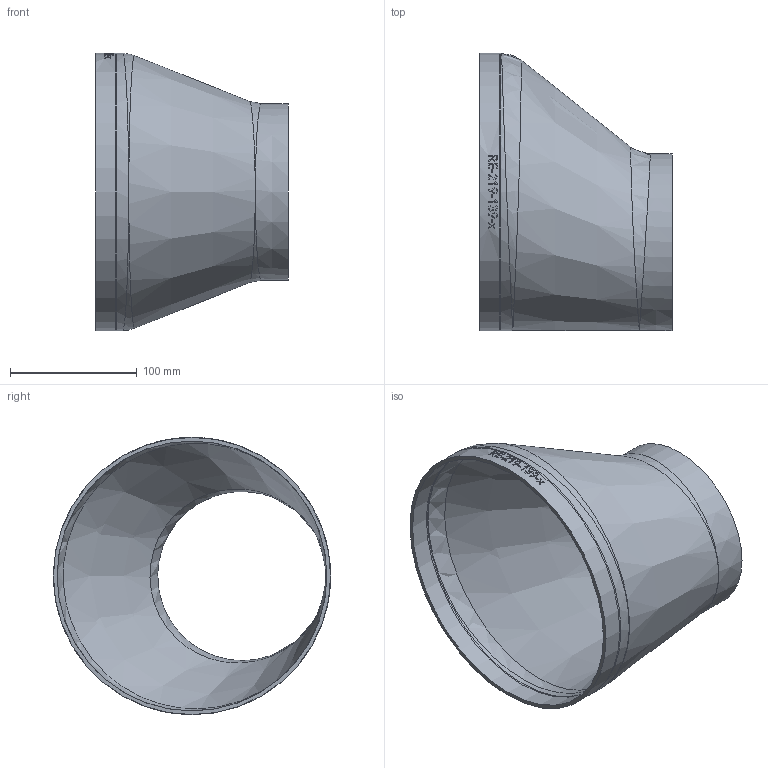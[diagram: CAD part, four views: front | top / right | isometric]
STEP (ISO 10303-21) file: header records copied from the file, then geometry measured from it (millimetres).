
FILE_DESCRIPTION (( 'STEP AP214' ), '1' );
FILE_NAME ('RE-219-139-x Reduzierung Exzenter 219,1x139,7x2,9x2,9 BL152 1909.STEP', '2019-09-26T09:04:30', ( '' ), ( '' ), 'SwSTEP 2.0', 'SolidWorks 2016', '' );
FILE_SCHEMA (( 'AUTOMOTIVE_DESIGN' ));
Length unit declared in the file: millimetre
Products named in the file (1): RE-219-139-x Reduzierung Exzenter 219,1x139,7x2,9x2,9 BL152 1909
Bounding box: 152 x 219.1 x 219.14 mm (x, y, z)
Volume: 253719.4 mm3; surface area: 183003.6 mm2
Topology: 1 solids, 1 shells, 156 faces, 419 edges, 279 vertices
Faces by surface type: bspline 73, plane 60, cylinder 17, cone 4, torus 2
Full cylindrical faces by diameter (mm): 213.3 x1, 219.1 x1
Entity records: 19183 total; most frequent: CARTESIAN_POINT 14462, ORIENTED_EDGE 782, DIRECTION 412, EDGE_CURVE 391, VERTEX_POINT 266, B_SPLINE_CURVE_WITH_KNOTS 223, EDGE_LOOP 187, FACE_OUTER_BOUND 166
